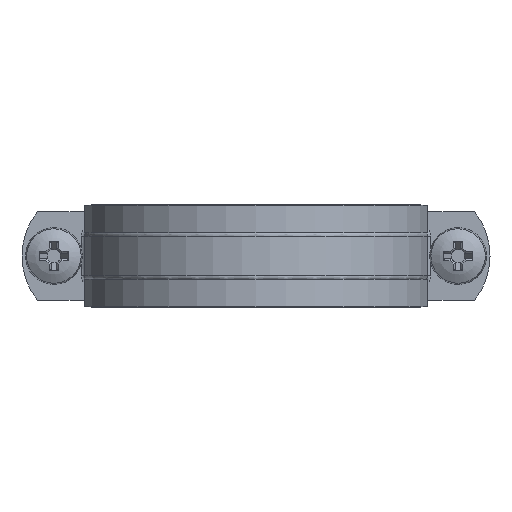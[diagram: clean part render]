
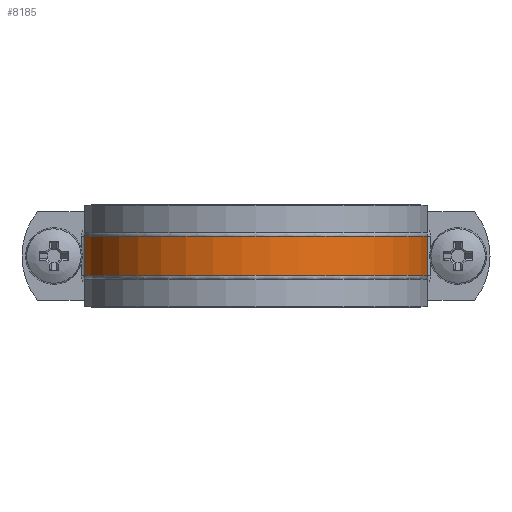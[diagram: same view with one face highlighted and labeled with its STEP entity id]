
A CAD part, front view. The second image highlights one B-rep face of the part: STEP entity #8185.
In plain terms, the highlighted cylindrical face has radius 49 mm (diameter 98 mm), a partial arc.
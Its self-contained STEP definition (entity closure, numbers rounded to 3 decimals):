
#1622=CARTESIAN_POINT('',(48.369,-7.84,-5.5));
#1623=VERTEX_POINT('',#1622);
#1631=CARTESIAN_POINT('',(-48.369,-7.84,-5.5));
#1632=VERTEX_POINT('',#1631);
#1633=CARTESIAN_POINT('',(0.0,0.0,-5.5));
#1634=DIRECTION('',(0.0,0.0,-1.0));
#1635=DIRECTION('',(0.,-1.0,0.0));
#1636=AXIS2_PLACEMENT_3D('',#1633,#1634,#1635);
#1637=CIRCLE('',#1636,49.);
#1638=EDGE_CURVE('',#1623,#1632,#1637,.T.);
#7486=CARTESIAN_POINT('',(-48.369,-7.84,5.5));
#7487=VERTEX_POINT('',#7486);
#7488=CARTESIAN_POINT('',(-48.369,-7.84,-5.5));
#7489=DIRECTION('',(0.0,0.0,1.0));
#7490=VECTOR('',#7489,11.);
#7491=LINE('',#7488,#7490);
#7492=EDGE_CURVE('',#1632,#7487,#7491,.T.);
#7618=CARTESIAN_POINT('',(48.369,-7.84,5.5));
#7619=VERTEX_POINT('',#7618);
#7646=CARTESIAN_POINT('',(48.369,-7.84,5.5));
#7647=DIRECTION('',(0.0,0.0,-1.0));
#7648=VECTOR('',#7647,11.);
#7649=LINE('',#7646,#7648);
#7650=EDGE_CURVE('',#7619,#1623,#7649,.T.);
#7812=CARTESIAN_POINT('',(0.0,0.0,5.5));
#7813=DIRECTION('',(0.0,0.0,1.0));
#7814=DIRECTION('',(0.,-1.0,0.0));
#7815=AXIS2_PLACEMENT_3D('',#7812,#7813,#7814);
#7816=CIRCLE('',#7815,49.);
#7817=EDGE_CURVE('',#7487,#7619,#7816,.T.);
#8174=CARTESIAN_POINT('',(0.0,0.0,0.));
#8175=DIRECTION('',(0.0,0.0,1.0));
#8176=DIRECTION('',(0.0,-1.0,0.0));
#8177=AXIS2_PLACEMENT_3D('',#8174,#8175,#8176);
#8178=CYLINDRICAL_SURFACE('',#8177,49.);
#8179=ORIENTED_EDGE('',*,*,#7650,.F.);
#8180=ORIENTED_EDGE('',*,*,#7817,.F.);
#8181=ORIENTED_EDGE('',*,*,#7492,.F.);
#8182=ORIENTED_EDGE('',*,*,#1638,.F.);
#8183=EDGE_LOOP('',(#8179,#8180,#8181,#8182));
#8184=FACE_OUTER_BOUND('',#8183,.T.);
#8185=ADVANCED_FACE('',(#8184),#8178,.T.);
